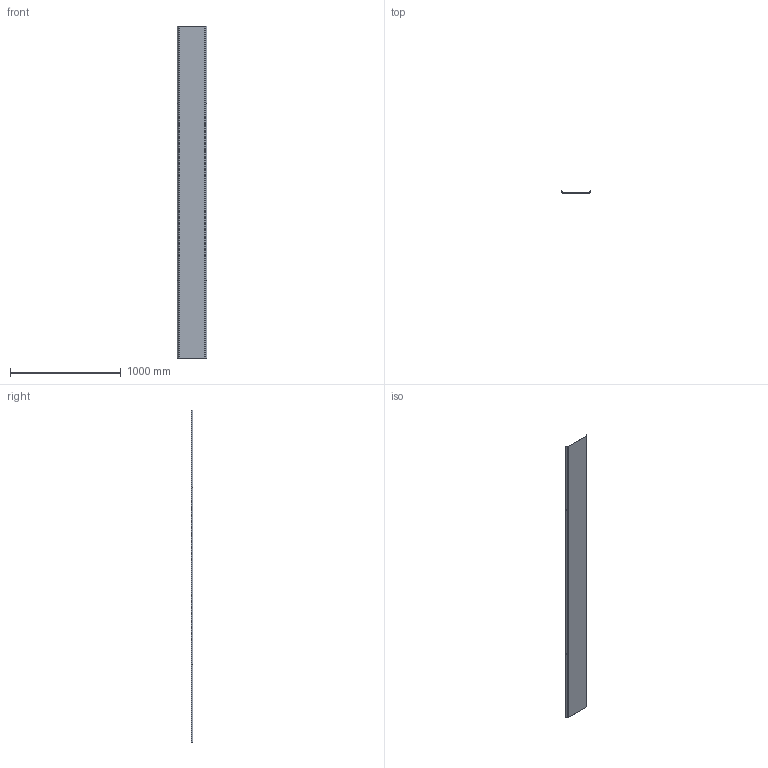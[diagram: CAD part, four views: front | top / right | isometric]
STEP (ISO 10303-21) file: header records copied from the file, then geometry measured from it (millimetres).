
FILE_DESCRIPTION (( 'STEP AP203' ), '1' );
FILE_NAME ('10-02-1617.STEP', '2013-05-06T09:52:36', ( 'asennus' ), ( '' ), 'SwSTEP 2.0', 'SolidWorks 2013', '' );
FILE_SCHEMA (( 'CONFIG_CONTROL_DESIGN' ));
Length unit declared in the file: millimetre
Products named in the file (1): 10-02-1617
Bounding box: 268 x 16.53 x 3000 mm (x, y, z)
Volume: 631106.1 mm3; surface area: 1687932.6 mm2
Topology: 1 solids, 1 shells, 38 faces, 92 edges, 56 vertices
Faces by surface type: plane 26, cylinder 12
Entity records: 1185 total; most frequent: DIRECTION 194, CARTESIAN_POINT 187, ORIENTED_EDGE 184, EDGE_CURVE 92, VECTOR 68, LINE 68, AXIS2_PLACEMENT_3D 63, VERTEX_POINT 56
